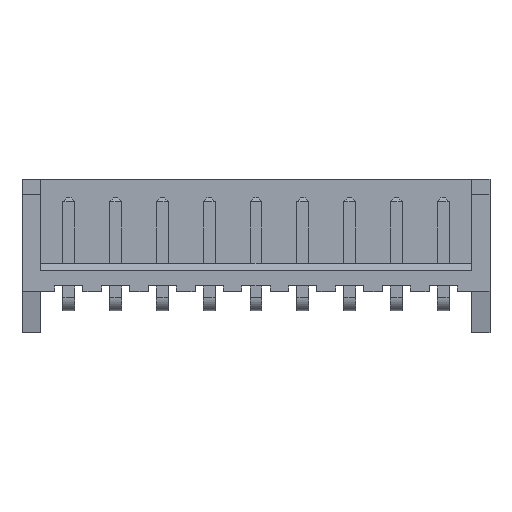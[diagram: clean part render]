
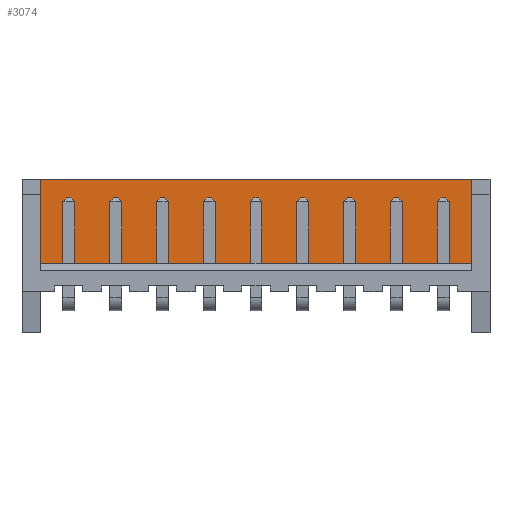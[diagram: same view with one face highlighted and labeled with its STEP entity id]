
A CAD part, top view. The second image highlights one B-rep face of the part: STEP entity #3074.
In plain terms, the highlighted planar face has unit normal (0, 0, 1).
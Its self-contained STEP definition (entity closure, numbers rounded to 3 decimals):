
#70 = PLANE('',#71);
#71 = AXIS2_PLACEMENT_3D('',#72,#73,#74);
#72 = CARTESIAN_POINT('',(10.,6.7,0.744));
#73 = DIRECTION('',(0.,-1.,0.));
#74 = DIRECTION('',(0.,0.,-1.));
#124 = PLANE('',#125);
#125 = AXIS2_PLACEMENT_3D('',#126,#127,#128);
#126 = CARTESIAN_POINT('',(10.,2.2,1.838));
#127 = DIRECTION('',(0.,-1.,0.));
#128 = DIRECTION('',(0.,0.,1.));
#470 = VERTEX_POINT('',#471);
#471 = CARTESIAN_POINT('',(-2.05,2.2,0.85));
#485 = PLANE('',#486);
#486 = AXIS2_PLACEMENT_3D('',#487,#488,#489);
#487 = CARTESIAN_POINT('',(-2.05,6.7,0.85));
#488 = DIRECTION('',(-1.,0.,0.));
#489 = DIRECTION('',(0.,0.,1.));
#497 = EDGE_CURVE('',#498,#470,#500,.T.);
#498 = VERTEX_POINT('',#499);
#499 = CARTESIAN_POINT('',(22.05,2.2,0.85));
#500 = SURFACE_CURVE('',#501,(#505,#512),.PCURVE_S1.);
#501 = LINE('',#502,#503);
#502 = CARTESIAN_POINT('',(22.05,2.2,0.85));
#503 = VECTOR('',#504,1.);
#504 = DIRECTION('',(-1.,0.,0.));
#505 = PCURVE('',#124,#506);
#506 = DEFINITIONAL_REPRESENTATION('',(#507),#511);
#507 = LINE('',#508,#509);
#508 = CARTESIAN_POINT('',(-0.988,-12.05));
#509 = VECTOR('',#510,1.);
#510 = DIRECTION('',(0.,1.));
#511 = ( GEOMETRIC_REPRESENTATION_CONTEXT(2)
PARAMETRIC_REPRESENTATION_CONTEXT() REPRESENTATION_CONTEXT('2D SPACE',''
) );
#512 = PCURVE('',#513,#518);
#513 = PLANE('',#514);
#514 = AXIS2_PLACEMENT_3D('',#515,#516,#517);
#515 = CARTESIAN_POINT('',(22.05,6.7,0.85));
#516 = DIRECTION('',(0.,0.,-1.));
#517 = DIRECTION('',(-1.,0.,0.));
#518 = DEFINITIONAL_REPRESENTATION('',(#519),#523);
#519 = LINE('',#520,#521);
#520 = CARTESIAN_POINT('',(0.,-4.5));
#521 = VECTOR('',#522,1.);
#522 = DIRECTION('',(1.,0.));
#523 = ( GEOMETRIC_REPRESENTATION_CONTEXT(2)
PARAMETRIC_REPRESENTATION_CONTEXT() REPRESENTATION_CONTEXT('2D SPACE',''
) );
#541 = PLANE('',#542);
#542 = AXIS2_PLACEMENT_3D('',#543,#544,#545);
#543 = CARTESIAN_POINT('',(22.05,6.7,1.35));
#544 = DIRECTION('',(1.,0.,0.));
#545 = DIRECTION('',(0.,0.,-1.));
#1950 = VERTEX_POINT('',#1951);
#1951 = CARTESIAN_POINT('',(-2.05,6.7,0.85));
#1972 = EDGE_CURVE('',#1973,#1950,#1975,.T.);
#1973 = VERTEX_POINT('',#1974);
#1974 = CARTESIAN_POINT('',(22.05,6.7,0.85));
#1975 = SURFACE_CURVE('',#1976,(#1980,#1987),.PCURVE_S1.);
#1976 = LINE('',#1977,#1978);
#1977 = CARTESIAN_POINT('',(22.05,6.7,0.85));
#1978 = VECTOR('',#1979,1.);
#1979 = DIRECTION('',(-1.,0.,0.));
#1980 = PCURVE('',#70,#1981);
#1981 = DEFINITIONAL_REPRESENTATION('',(#1982),#1986);
#1982 = LINE('',#1983,#1984);
#1983 = CARTESIAN_POINT('',(-0.106,12.05));
#1984 = VECTOR('',#1985,1.);
#1985 = DIRECTION('',(0.,-1.));
#1986 = ( GEOMETRIC_REPRESENTATION_CONTEXT(2)
PARAMETRIC_REPRESENTATION_CONTEXT() REPRESENTATION_CONTEXT('2D SPACE',''
) );
#1987 = PCURVE('',#513,#1988);
#1988 = DEFINITIONAL_REPRESENTATION('',(#1989),#1993);
#1989 = LINE('',#1990,#1991);
#1990 = CARTESIAN_POINT('',(0.,0.));
#1991 = VECTOR('',#1992,1.);
#1992 = DIRECTION('',(1.,0.));
#1993 = ( GEOMETRIC_REPRESENTATION_CONTEXT(2)
PARAMETRIC_REPRESENTATION_CONTEXT() REPRESENTATION_CONTEXT('2D SPACE',''
) );
#3028 = EDGE_CURVE('',#1973,#498,#3029,.T.);
#3029 = SURFACE_CURVE('',#3030,(#3034,#3041),.PCURVE_S1.);
#3030 = LINE('',#3031,#3032);
#3031 = CARTESIAN_POINT('',(22.05,6.7,0.85));
#3032 = VECTOR('',#3033,1.);
#3033 = DIRECTION('',(0.,-1.,0.));
#3034 = PCURVE('',#541,#3035);
#3035 = DEFINITIONAL_REPRESENTATION('',(#3036),#3040);
#3036 = LINE('',#3037,#3038);
#3037 = CARTESIAN_POINT('',(0.5,0.));
#3038 = VECTOR('',#3039,1.);
#3039 = DIRECTION('',(0.,-1.));
#3040 = ( GEOMETRIC_REPRESENTATION_CONTEXT(2)
PARAMETRIC_REPRESENTATION_CONTEXT() REPRESENTATION_CONTEXT('2D SPACE',''
) );
#3041 = PCURVE('',#513,#3042);
#3042 = DEFINITIONAL_REPRESENTATION('',(#3043),#3047);
#3043 = LINE('',#3044,#3045);
#3044 = CARTESIAN_POINT('',(0.,0.));
#3045 = VECTOR('',#3046,1.);
#3046 = DIRECTION('',(0.,-1.));
#3047 = ( GEOMETRIC_REPRESENTATION_CONTEXT(2)
PARAMETRIC_REPRESENTATION_CONTEXT() REPRESENTATION_CONTEXT('2D SPACE',''
) );
#3074 = ADVANCED_FACE('',(#3075),#513,.F.);
#3075 = FACE_BOUND('',#3076,.F.);
#3076 = EDGE_LOOP('',(#3077,#3078,#3079,#3100));
#3077 = ORIENTED_EDGE('',*,*,#3028,.T.);
#3078 = ORIENTED_EDGE('',*,*,#497,.T.);
#3079 = ORIENTED_EDGE('',*,*,#3080,.F.);
#3080 = EDGE_CURVE('',#1950,#470,#3081,.T.);
#3081 = SURFACE_CURVE('',#3082,(#3086,#3093),.PCURVE_S1.);
#3082 = LINE('',#3083,#3084);
#3083 = CARTESIAN_POINT('',(-2.05,6.7,0.85));
#3084 = VECTOR('',#3085,1.);
#3085 = DIRECTION('',(0.,-1.,0.));
#3086 = PCURVE('',#513,#3087);
#3087 = DEFINITIONAL_REPRESENTATION('',(#3088),#3092);
#3088 = LINE('',#3089,#3090);
#3089 = CARTESIAN_POINT('',(24.1,0.));
#3090 = VECTOR('',#3091,1.);
#3091 = DIRECTION('',(0.,-1.));
#3092 = ( GEOMETRIC_REPRESENTATION_CONTEXT(2)
PARAMETRIC_REPRESENTATION_CONTEXT() REPRESENTATION_CONTEXT('2D SPACE',''
) );
#3093 = PCURVE('',#485,#3094);
#3094 = DEFINITIONAL_REPRESENTATION('',(#3095),#3099);
#3095 = LINE('',#3096,#3097);
#3096 = CARTESIAN_POINT('',(0.,0.));
#3097 = VECTOR('',#3098,1.);
#3098 = DIRECTION('',(0.,-1.));
#3099 = ( GEOMETRIC_REPRESENTATION_CONTEXT(2)
PARAMETRIC_REPRESENTATION_CONTEXT() REPRESENTATION_CONTEXT('2D SPACE',''
) );
#3100 = ORIENTED_EDGE('',*,*,#1972,.F.);
